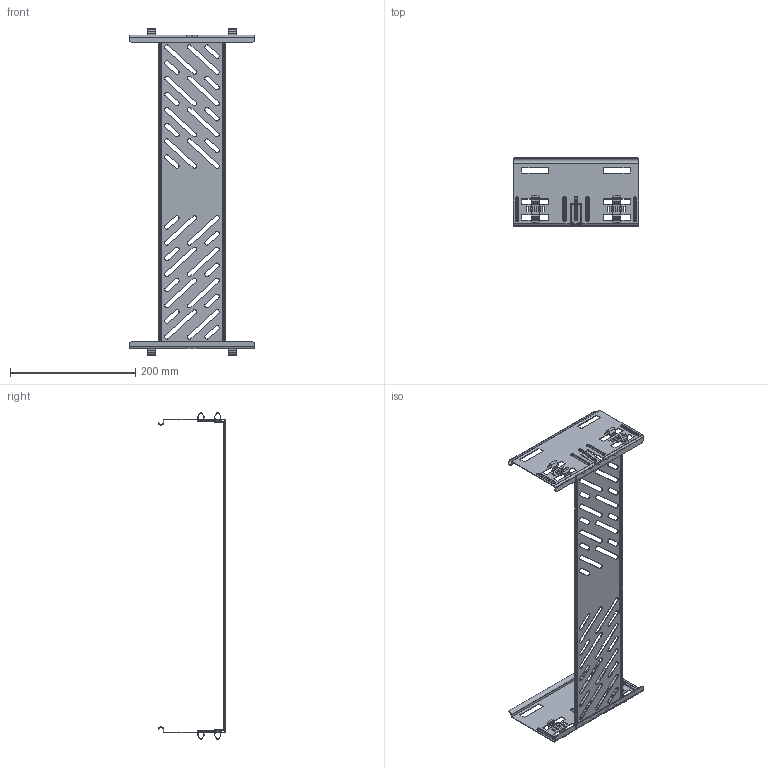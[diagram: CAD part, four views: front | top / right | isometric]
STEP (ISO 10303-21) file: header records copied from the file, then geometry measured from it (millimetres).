
FILE_DESCRIPTION (( 'STEP AP214' ), '1' );
FILE_NAME ('6069144.STP', '2017-04-12T12:54:01', ( '' ), ( '' ), 'SwSTEP 2.0', 'SolidWorks 2016', '' );
FILE_SCHEMA (( 'AUTOMOTIVE_DESIGN' ));
Length unit declared in the file: millimetre
Products named in the file (4): 6069144; 040601_Standard; 040579_110; 040599_500
Assembly tree (7 placements, depth 2):
  6069144
    040599_500
    040579_110  x2
    040601_Standard  x4
Bounding box: 200 x 108.2 x 521 mm (x, y, z)
Volume: 92365.9 mm3; surface area: 198261.3 mm2
Topology: 7 solids, 7 shells, 1151 faces, 3003 edges, 1870 vertices
Faces by surface type: plane 668, cylinder 315, torus 144, bspline 24
Entity records: 19918 total; most frequent: CARTESIAN_POINT 3847, DIRECTION 3387, ORIENTED_EDGE 3302, EDGE_CURVE 1651, AXIS2_PLACEMENT_3D 1159, LINE 1069, VECTOR 1069, VERTEX_POINT 1052
